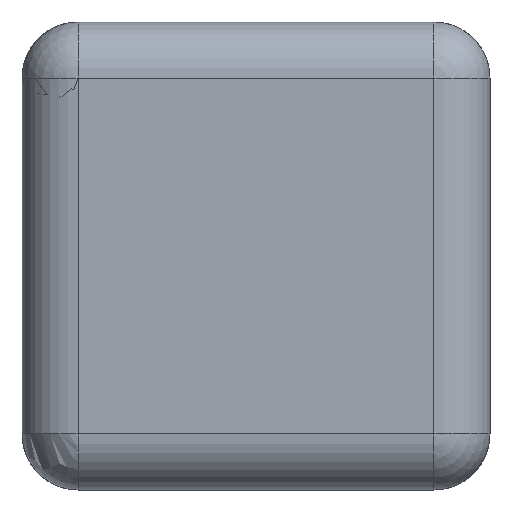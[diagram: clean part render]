
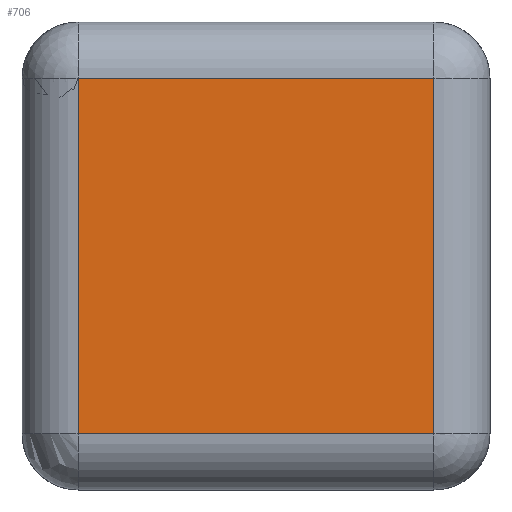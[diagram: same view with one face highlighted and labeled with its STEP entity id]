
A CAD part, left-side view. The second image highlights one B-rep face of the part: STEP entity #706.
In plain terms, the highlighted planar face has unit normal (-1, 0, 0).
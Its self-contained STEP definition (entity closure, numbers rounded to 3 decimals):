
#648=PLANE('',#1793);
#706=ADVANCED_FACE('',(#824),#648,.F.);
#824=FACE_OUTER_BOUND('',#902,.T.);
#902=EDGE_LOOP('',(#1288,#1289,#1290,#1291));
#996=LINE('',#2737,#1040);
#997=LINE('',#2739,#1041);
#998=LINE('',#2741,#1042);
#999=LINE('',#2743,#1043);
#1040=VECTOR('',#1985,1.);
#1041=VECTOR('',#1988,1.);
#1042=VECTOR('',#1991,1.);
#1043=VECTOR('',#1994,1.);
#1288=ORIENTED_EDGE('',*,*,#1606,.T.);
#1289=ORIENTED_EDGE('',*,*,#1604,.T.);
#1290=ORIENTED_EDGE('',*,*,#1607,.F.);
#1291=ORIENTED_EDGE('',*,*,#1605,.T.);
#1457=VERTEX_POINT('',#2710);
#1460=VERTEX_POINT('',#2722);
#1461=VERTEX_POINT('',#2728);
#1462=VERTEX_POINT('',#2734);
#1604=EDGE_CURVE('',#1462,#1461,#996,.T.);
#1605=EDGE_CURVE('',#1460,#1457,#997,.T.);
#1606=EDGE_CURVE('',#1457,#1462,#998,.T.);
#1607=EDGE_CURVE('',#1460,#1461,#999,.T.);
#1793=AXIS2_PLACEMENT_3D('',#2745,#1997,#1998);
#1985=DIRECTION('',(0.,0.,1.));
#1988=DIRECTION('',(0.,0.,-1.));
#1991=DIRECTION('',(0.,-1.,0.));
#1994=DIRECTION('',(0.,-1.,0.));
#1997=DIRECTION('',(1.,0.,0.));
#1998=DIRECTION('',(0.,0.,1.));
#2710=CARTESIAN_POINT('',(-0.5,0.46,-0.19));
#2722=CARTESIAN_POINT('',(-0.5,0.46,0.19));
#2728=CARTESIAN_POINT('',(-0.5,0.08,0.19));
#2734=CARTESIAN_POINT('',(-0.5,0.08,-0.19));
#2737=CARTESIAN_POINT('',(-0.5,0.08,0.19));
#2739=CARTESIAN_POINT('',(-0.5,0.46,-0.19));
#2741=CARTESIAN_POINT('',(-0.5,0.52,-0.19));
#2743=CARTESIAN_POINT('',(-0.5,0.52,0.19));
#2745=CARTESIAN_POINT('',(-0.5,0.52,0.19));
